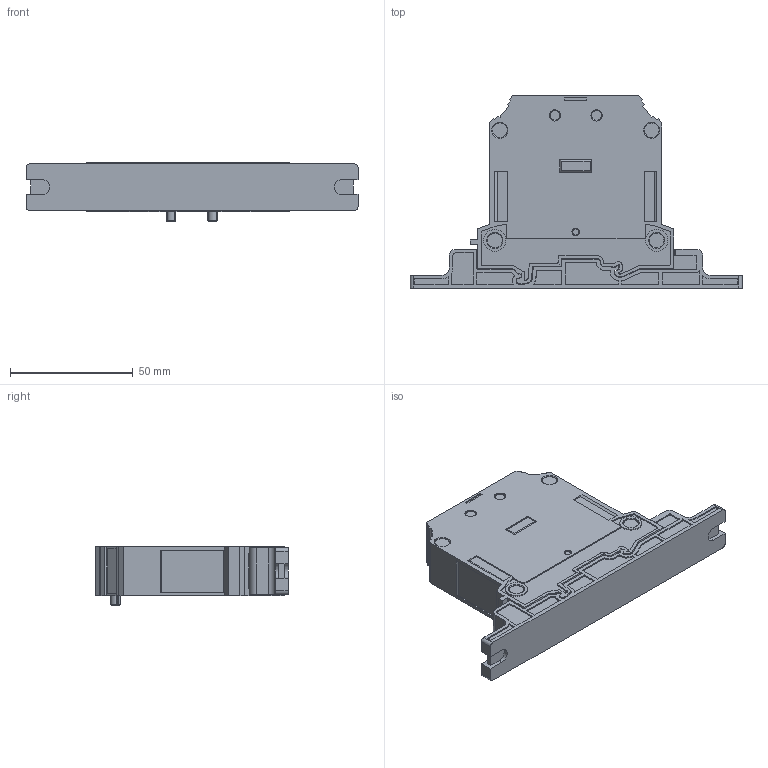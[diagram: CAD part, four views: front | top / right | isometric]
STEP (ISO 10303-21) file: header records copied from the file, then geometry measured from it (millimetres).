
FILE_DESCRIPTION (( 'STEP AP214' ), '1' );
FILE_NAME ('304440_AVK PB 50_GR.STP', '2015-08-04T10:29:55', ( '' ), ( '' ), 'SwSTEP 2.0', 'SolidWorks 2015', '' );
FILE_SCHEMA (( 'AUTOMOTIVE_DESIGN' ));
Length unit declared in the file: millimetre
Products named in the file (1): 304440_AVK PB 50_GR
Bounding box: 135.4 x 78.47 x 24 mm (x, y, z)
Volume: 118719.5 mm3; surface area: 26594.9 mm2
Topology: 1 solids, 1 shells, 732 faces, 2036 edges, 1349 vertices
Faces by surface type: plane 497, cylinder 179, cone 56
Entity records: 31484 total; most frequent: CARTESIAN_POINT 4200, ORIENTED_EDGE 4072, DIRECTION 3937, EDGE_CURVE 2036, LINE 1541, VECTOR 1541, VERTEX_POINT 1349, AXIS2_PLACEMENT_3D 1198
